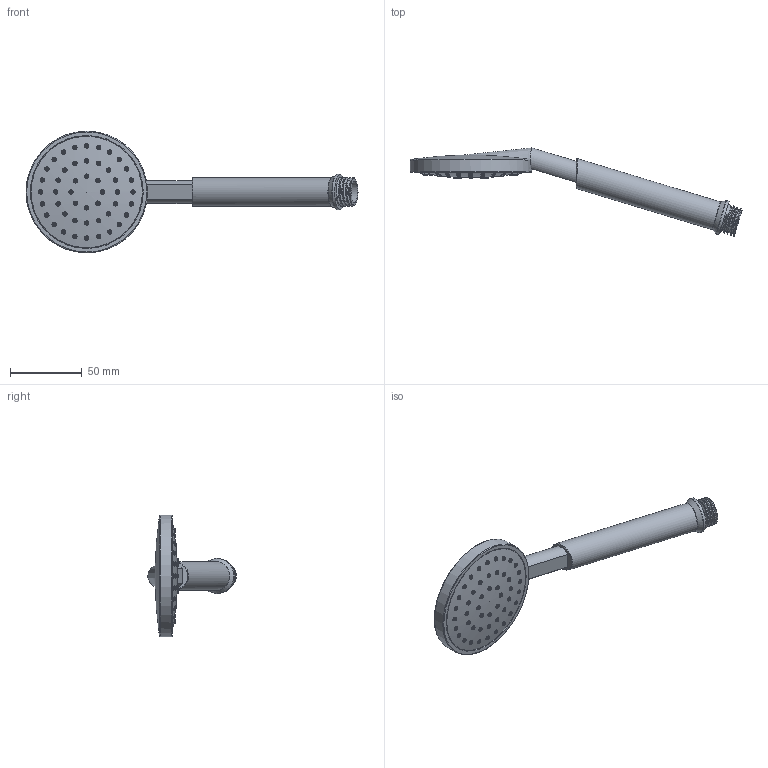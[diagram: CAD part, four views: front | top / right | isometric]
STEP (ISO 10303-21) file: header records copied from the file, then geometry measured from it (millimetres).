
FILE_DESCRIPTION(/* description */ (''),/* implementation_level */ '2;1');
FILE_NAME(/* name */ '6-13',/* time_stamp */ '2019-06-13T16:54:59+08:00',/* author */ (''),/* organization */ (''),/* preprocessor_version */ 'ST-DEVELOPER v9',/* originating_system */ 'UGS - NX 4.0',/* authorisation */ '');
FILE_SCHEMA (('AUTOMOTIVE_DESIGN { 1 0 10303 214 1 1 1 1 }'));
Length unit declared in the file: millimetre
Products named in the file (1): Admi01A43gw7
Bounding box: 230.87 x 61.46 x 84.5 mm (x, y, z)
Volume: 63095.7 mm3; surface area: 56456.1 mm2
Topology: 3 solids, 3 shells, 382 faces, 1098 edges, 760 vertices
Faces by surface type: cone 97, bspline 89, cylinder 69, plane 58, torus 53, sphere 13, extrusion 3
Full cylindrical faces by diameter (mm): 0.9 x48, 2 x6, 11 x1, 15 x1, 20 x1, 24.5 x1, 70.5 x2, 72 x1, 75 x1, 75.8 x1, 77.8 x1, 78.5 x1, 84.5 x1
Entity records: 27623 total; most frequent: CARTESIAN_POINT 20719, ORIENTED_EDGE 1192, DIRECTION 1015, EDGE_LOOP 870, FACE_BOUND 646, EDGE_CURVE 596, VERTEX_POINT 512, AXIS2_PLACEMENT_3D 503
